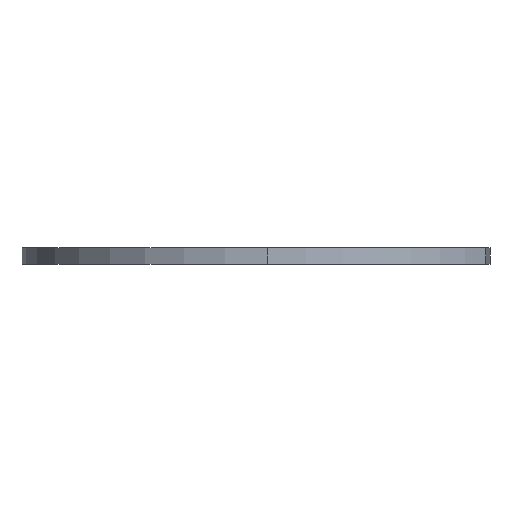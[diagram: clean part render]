
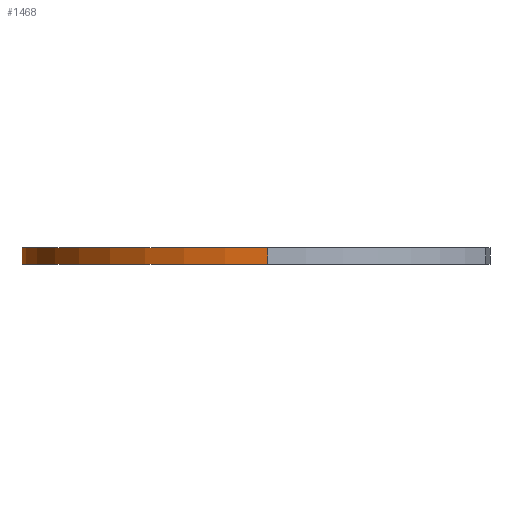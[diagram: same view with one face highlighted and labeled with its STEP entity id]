
A CAD part, left-side view. The second image highlights one B-rep face of the part: STEP entity #1468.
In plain terms, the highlighted cylindrical face has radius 145 mm (diameter 290 mm), a partial arc.
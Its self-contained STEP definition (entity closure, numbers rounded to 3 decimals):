
#4 = CARTESIAN_POINT ( 'NONE',  ( 0., 0., 0. ) ) ;
#8 = ORIENTED_EDGE ( 'NONE', *, *, #1117, .F. ) ;
#48 = EDGE_CURVE ( 'NONE', #1234, #2685, #2281, .T. ) ;
#88 = CARTESIAN_POINT ( 'NONE',  ( 145., 0., 0. ) ) ;
#179 = CYLINDRICAL_SURFACE ( 'NONE', #1079, 145. ) ;
#217 = EDGE_LOOP ( 'NONE', ( #450, #1404, #2579, #8 ) ) ;
#286 = DIRECTION ( 'NONE',  ( 1., 0., 0. ) ) ;
#450 = ORIENTED_EDGE ( 'NONE', *, *, #1663, .F. ) ;
#598 = DIRECTION ( 'NONE',  ( 0., 0., -1. ) ) ;
#623 = DIRECTION ( 'NONE',  ( 0., 0., -1. ) ) ;
#820 = LINE ( 'NONE', #1520, #1741 ) ;
#883 = DIRECTION ( 'NONE',  ( 0., 0., 1. ) ) ;
#893 = CIRCLE ( 'NONE', #1266, 145. ) ;
#979 = DIRECTION ( 'NONE',  ( 0., 0., 1. ) ) ;
#992 = CARTESIAN_POINT ( 'NONE',  ( -145., 0., 0. ) ) ;
#1079 = AXIS2_PLACEMENT_3D ( 'NONE', #2207, #623, #1103 ) ;
#1103 = DIRECTION ( 'NONE',  ( -1., 0., 0. ) ) ;
#1117 = EDGE_CURVE ( 'NONE', #1190, #2685, #1307, .T. ) ;
#1190 = VERTEX_POINT ( 'NONE', #1850 ) ;
#1234 = VERTEX_POINT ( 'NONE', #88 ) ;
#1266 = AXIS2_PLACEMENT_3D ( 'NONE', #2057, #979, #286 ) ;
#1307 = LINE ( 'NONE', #2196, #2407 ) ;
#1404 = ORIENTED_EDGE ( 'NONE', *, *, #2310, .T. ) ;
#1468 = ADVANCED_FACE ( 'NONE', ( #2423 ), #179, .T. ) ;
#1520 = CARTESIAN_POINT ( 'NONE',  ( 145., 0., 10. ) ) ;
#1605 = VERTEX_POINT ( 'NONE', #1846 ) ;
#1663 = EDGE_CURVE ( 'NONE', #1605, #1190, #893, .T. ) ;
#1741 = VECTOR ( 'NONE', #598, 1000. ) ;
#1765 = DIRECTION ( 'NONE',  ( 1., 0., 0. ) ) ;
#1846 = CARTESIAN_POINT ( 'NONE',  ( 145., 0., 10. ) ) ;
#1850 = CARTESIAN_POINT ( 'NONE',  ( -145., 0., 10. ) ) ;
#2057 = CARTESIAN_POINT ( 'NONE',  ( 0., 0., 10. ) ) ;
#2196 = CARTESIAN_POINT ( 'NONE',  ( -145., 0., 10. ) ) ;
#2207 = CARTESIAN_POINT ( 'NONE',  ( 0., 0., 10. ) ) ;
#2281 = CIRCLE ( 'NONE', #2513, 145. ) ;
#2310 = EDGE_CURVE ( 'NONE', #1605, #1234, #820, .T. ) ;
#2407 = VECTOR ( 'NONE', #2842, 1000. ) ;
#2423 = FACE_OUTER_BOUND ( 'NONE', #217, .T. ) ;
#2513 = AXIS2_PLACEMENT_3D ( 'NONE', #4, #883, #1765 ) ;
#2579 = ORIENTED_EDGE ( 'NONE', *, *, #48, .T. ) ;
#2685 = VERTEX_POINT ( 'NONE', #992 ) ;
#2842 = DIRECTION ( 'NONE',  ( 0., 0., -1. ) ) ;
